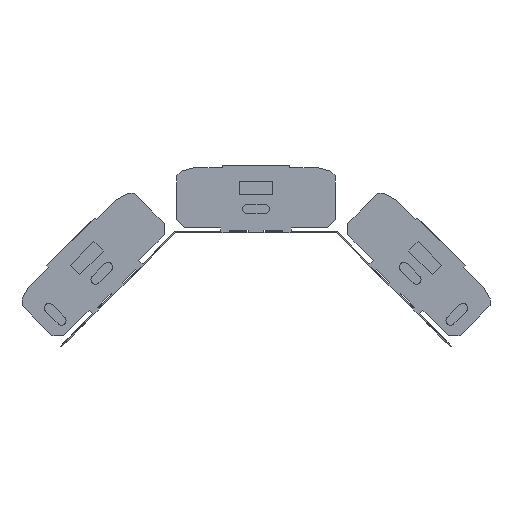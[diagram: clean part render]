
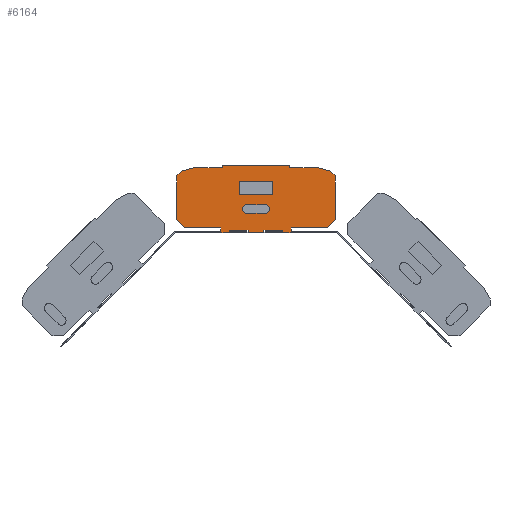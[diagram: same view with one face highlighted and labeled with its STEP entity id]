
A CAD part, left-side view. The second image highlights one B-rep face of the part: STEP entity #6164.
In plain terms, the highlighted planar face has unit normal (-1, 0, 0).
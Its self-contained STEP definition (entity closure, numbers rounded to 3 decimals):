
#126=FACE_OUTER_BOUND('',#396,.T.);
#396=EDGE_LOOP('',(#4795,#4796,#4797,#4798,#4799,#4800,#4801,#4802,#4803,
#4804,#4805,#4806,#4807,#4808,#4809,#4810,#4811,#4812,#4813,#4814,#4815,
#4816,#4817,#4818,#4819,#4820));
#797=LINE('',#8765,#1697);
#801=LINE('',#8773,#1701);
#805=LINE('',#8781,#1705);
#1061=LINE('',#9250,#1961);
#1062=LINE('',#9253,#1962);
#1069=LINE('',#9264,#1969);
#1070=LINE('',#9267,#1970);
#1133=LINE('',#9388,#2033);
#1134=LINE('',#9390,#2034);
#1135=LINE('',#9392,#2035);
#1136=LINE('',#9394,#2036);
#1137=LINE('',#9396,#2037);
#1138=LINE('',#9398,#2038);
#1139=LINE('',#9400,#2039);
#1140=LINE('',#9402,#2040);
#1141=LINE('',#9403,#2041);
#1142=LINE('',#9404,#2042);
#1143=LINE('',#9405,#2043);
#1144=LINE('',#9407,#2044);
#1145=LINE('',#9409,#2045);
#1146=LINE('',#9411,#2046);
#1147=LINE('',#9413,#2047);
#1148=LINE('',#9415,#2048);
#1149=LINE('',#9417,#2049);
#1150=LINE('',#9419,#2050);
#1151=LINE('',#9420,#2051);
#1697=VECTOR('',#7076,1.);
#1701=VECTOR('',#7080,1.);
#1705=VECTOR('',#7084,1.);
#1961=VECTOR('',#7396,1.);
#1962=VECTOR('',#7399,1.);
#1969=VECTOR('',#7408,1.);
#1970=VECTOR('',#7411,1.);
#2033=VECTOR('',#7490,1.);
#2034=VECTOR('',#7491,1.);
#2035=VECTOR('',#7492,1.);
#2036=VECTOR('',#7493,1.);
#2037=VECTOR('',#7494,1.);
#2038=VECTOR('',#7495,1.);
#2039=VECTOR('',#7496,1.);
#2040=VECTOR('',#7497,1.);
#2041=VECTOR('',#7498,1.);
#2042=VECTOR('',#7499,1.);
#2043=VECTOR('',#7500,1.);
#2044=VECTOR('',#7501,1.);
#2045=VECTOR('',#7502,1.);
#2046=VECTOR('',#7503,1.);
#2047=VECTOR('',#7504,1.);
#2048=VECTOR('',#7505,1.);
#2049=VECTOR('',#7506,1.);
#2050=VECTOR('',#7507,1.);
#2051=VECTOR('',#7508,1.);
#2650=VERTEX_POINT('',#8762);
#2651=VERTEX_POINT('',#8764);
#2654=VERTEX_POINT('',#8770);
#2655=VERTEX_POINT('',#8772);
#2658=VERTEX_POINT('',#8778);
#2659=VERTEX_POINT('',#8780);
#2844=VERTEX_POINT('',#9248);
#2845=VERTEX_POINT('',#9252);
#2848=VERTEX_POINT('',#9262);
#2849=VERTEX_POINT('',#9266);
#2898=VERTEX_POINT('',#9386);
#2899=VERTEX_POINT('',#9387);
#2900=VERTEX_POINT('',#9389);
#2901=VERTEX_POINT('',#9391);
#2902=VERTEX_POINT('',#9393);
#2903=VERTEX_POINT('',#9395);
#2904=VERTEX_POINT('',#9397);
#2905=VERTEX_POINT('',#9399);
#2906=VERTEX_POINT('',#9401);
#2907=VERTEX_POINT('',#9406);
#2908=VERTEX_POINT('',#9408);
#2909=VERTEX_POINT('',#9410);
#2910=VERTEX_POINT('',#9412);
#2911=VERTEX_POINT('',#9414);
#2912=VERTEX_POINT('',#9416);
#2913=VERTEX_POINT('',#9418);
#3349=EDGE_CURVE('',#2651,#2650,#797,.T.);
#3353=EDGE_CURVE('',#2655,#2654,#801,.T.);
#3357=EDGE_CURVE('',#2659,#2658,#805,.T.);
#3613=EDGE_CURVE('',#2654,#2844,#1061,.T.);
#3614=EDGE_CURVE('',#2845,#2651,#1062,.T.);
#3621=EDGE_CURVE('',#2848,#2658,#1069,.T.);
#3622=EDGE_CURVE('',#2655,#2849,#1070,.T.);
#3685=EDGE_CURVE('',#2898,#2899,#1133,.T.);
#3686=EDGE_CURVE('',#2900,#2899,#1134,.T.);
#3687=EDGE_CURVE('',#2900,#2901,#1135,.T.);
#3688=EDGE_CURVE('',#2901,#2902,#1136,.T.);
#3689=EDGE_CURVE('',#2902,#2903,#1137,.T.);
#3690=EDGE_CURVE('',#2903,#2904,#1138,.T.);
#3691=EDGE_CURVE('',#2904,#2905,#1139,.T.);
#3692=EDGE_CURVE('',#2905,#2906,#1140,.T.);
#3693=EDGE_CURVE('',#2659,#2906,#1141,.T.);
#3694=EDGE_CURVE('',#2849,#2848,#1142,.T.);
#3695=EDGE_CURVE('',#2845,#2844,#1143,.T.);
#3696=EDGE_CURVE('',#2650,#2907,#1144,.T.);
#3697=EDGE_CURVE('',#2908,#2907,#1145,.T.);
#3698=EDGE_CURVE('',#2909,#2908,#1146,.T.);
#3699=EDGE_CURVE('',#2910,#2909,#1147,.T.);
#3700=EDGE_CURVE('',#2911,#2910,#1148,.T.);
#3701=EDGE_CURVE('',#2912,#2911,#1149,.T.);
#3702=EDGE_CURVE('',#2912,#2913,#1150,.T.);
#3703=EDGE_CURVE('',#2913,#2898,#1151,.T.);
#4795=ORIENTED_EDGE('',*,*,#3685,.T.);
#4796=ORIENTED_EDGE('',*,*,#3686,.F.);
#4797=ORIENTED_EDGE('',*,*,#3687,.T.);
#4798=ORIENTED_EDGE('',*,*,#3688,.T.);
#4799=ORIENTED_EDGE('',*,*,#3689,.T.);
#4800=ORIENTED_EDGE('',*,*,#3690,.T.);
#4801=ORIENTED_EDGE('',*,*,#3691,.T.);
#4802=ORIENTED_EDGE('',*,*,#3692,.T.);
#4803=ORIENTED_EDGE('',*,*,#3693,.F.);
#4804=ORIENTED_EDGE('',*,*,#3357,.T.);
#4805=ORIENTED_EDGE('',*,*,#3621,.F.);
#4806=ORIENTED_EDGE('',*,*,#3694,.F.);
#4807=ORIENTED_EDGE('',*,*,#3622,.F.);
#4808=ORIENTED_EDGE('',*,*,#3353,.T.);
#4809=ORIENTED_EDGE('',*,*,#3613,.T.);
#4810=ORIENTED_EDGE('',*,*,#3695,.F.);
#4811=ORIENTED_EDGE('',*,*,#3614,.T.);
#4812=ORIENTED_EDGE('',*,*,#3349,.T.);
#4813=ORIENTED_EDGE('',*,*,#3696,.T.);
#4814=ORIENTED_EDGE('',*,*,#3697,.F.);
#4815=ORIENTED_EDGE('',*,*,#3698,.F.);
#4816=ORIENTED_EDGE('',*,*,#3699,.F.);
#4817=ORIENTED_EDGE('',*,*,#3700,.F.);
#4818=ORIENTED_EDGE('',*,*,#3701,.F.);
#4819=ORIENTED_EDGE('',*,*,#3702,.T.);
#4820=ORIENTED_EDGE('',*,*,#3703,.T.);
#5894=PLANE('',#6531);
#6164=ADVANCED_FACE('',(#126),#5894,.F.);
#6531=AXIS2_PLACEMENT_3D('',#9385,#7488,#7489);
#7076=DIRECTION('',(0.,-1.,0.));
#7080=DIRECTION('',(0.,-1.,0.));
#7084=DIRECTION('',(0.,-1.,0.));
#7396=DIRECTION('',(0.,0.,1.));
#7399=DIRECTION('',(0.,0.,-1.));
#7408=DIRECTION('',(0.,0.,-1.));
#7411=DIRECTION('',(0.,0.,1.));
#7488=DIRECTION('center_axis',(1.,0.,0.));
#7489=DIRECTION('ref_axis',(0.,1.,0.));
#7490=DIRECTION('',(0.,1.,0.));
#7491=DIRECTION('',(0.,0.,1.));
#7492=DIRECTION('',(0.,1.,0.));
#7493=DIRECTION('',(0.,0.966,-0.259));
#7494=DIRECTION('',(0.,0.707,-0.707));
#7495=DIRECTION('',(0.,0.,-1.));
#7496=DIRECTION('',(0.,-0.707,-0.707));
#7497=DIRECTION('',(0.,-1.,0.));
#7498=DIRECTION('',(0.,0.,1.));
#7499=DIRECTION('',(0.,1.,0.));
#7500=DIRECTION('',(0.,1.,0.));
#7501=DIRECTION('',(0.,0.,1.));
#7502=DIRECTION('',(0.,1.,0.));
#7503=DIRECTION('',(0.,0.707,-0.707));
#7504=DIRECTION('',(0.,0.,-1.));
#7505=DIRECTION('',(0.,-0.707,-0.707));
#7506=DIRECTION('',(0.,-0.966,-0.259));
#7507=DIRECTION('',(0.,1.,0.));
#7508=DIRECTION('',(0.,0.,1.));
#8762=CARTESIAN_POINT('',(0.996,1.148,0.));
#8764=CARTESIAN_POINT('',(0.996,7.148,0.));
#8765=CARTESIAN_POINT('',(0.996,-45.152,0.));
#8770=CARTESIAN_POINT('',(0.996,21.148,0.));
#8772=CARTESIAN_POINT('',(0.996,32.948,0.));
#8773=CARTESIAN_POINT('',(0.996,-45.152,0.));
#8778=CARTESIAN_POINT('',(0.996,46.948,0.));
#8780=CARTESIAN_POINT('',(0.996,52.948,0.));
#8781=CARTESIAN_POINT('',(0.996,-45.152,0.));
#9248=CARTESIAN_POINT('',(0.996,21.148,1.793));
#9250=CARTESIAN_POINT('',(0.996,21.148,24.944));
#9252=CARTESIAN_POINT('',(0.996,7.148,1.793));
#9253=CARTESIAN_POINT('',(0.996,7.148,24.944));
#9262=CARTESIAN_POINT('',(0.996,46.948,1.793));
#9264=CARTESIAN_POINT('',(0.996,46.948,24.944));
#9266=CARTESIAN_POINT('',(0.996,32.948,1.793));
#9267=CARTESIAN_POINT('',(0.996,32.948,24.944));
#9385=CARTESIAN_POINT('Origin',(0.996,2.048,48.095));
#9386=CARTESIAN_POINT('',(0.996,2.048,50.095));
#9387=CARTESIAN_POINT('',(0.996,52.048,50.095));
#9388=CARTESIAN_POINT('',(0.996,14.548,50.095));
#9389=CARTESIAN_POINT('',(0.996,52.048,48.095));
#9390=CARTESIAN_POINT('',(0.996,52.048,48.195));
#9391=CARTESIAN_POINT('',(0.996,73.048,48.095));
#9392=CARTESIAN_POINT('',(0.996,62.548,48.095));
#9393=CARTESIAN_POINT('',(0.996,82.213,45.639));
#9394=CARTESIAN_POINT('',(0.996,77.631,46.867));
#9395=CARTESIAN_POINT('',(0.996,85.748,42.104));
#9396=CARTESIAN_POINT('',(0.996,83.981,43.872));
#9397=CARTESIAN_POINT('',(0.996,85.748,9.695));
#9398=CARTESIAN_POINT('',(0.996,85.748,25.899));
#9399=CARTESIAN_POINT('',(0.996,79.748,3.695));
#9400=CARTESIAN_POINT('',(0.996,82.748,6.695));
#9401=CARTESIAN_POINT('',(0.996,52.948,3.695));
#9402=CARTESIAN_POINT('',(0.996,66.348,3.695));
#9403=CARTESIAN_POINT('',(0.996,52.948,2.748));
#9404=CARTESIAN_POINT('',(0.996,20.998,1.793));
#9405=CARTESIAN_POINT('',(0.996,20.998,1.793));
#9406=CARTESIAN_POINT('',(0.996,1.148,3.695));
#9407=CARTESIAN_POINT('',(0.996,1.148,2.748));
#9408=CARTESIAN_POINT('',(0.996,-25.652,3.695));
#9409=CARTESIAN_POINT('',(0.996,-12.252,3.695));
#9410=CARTESIAN_POINT('',(0.996,-31.652,9.695));
#9411=CARTESIAN_POINT('',(0.996,-28.652,6.695));
#9412=CARTESIAN_POINT('',(0.996,-31.652,42.104));
#9413=CARTESIAN_POINT('',(0.996,-31.652,25.899));
#9414=CARTESIAN_POINT('',(0.996,-28.116,45.639));
#9415=CARTESIAN_POINT('',(0.996,-29.884,43.872));
#9416=CARTESIAN_POINT('',(0.996,-18.952,48.095));
#9417=CARTESIAN_POINT('',(0.996,-23.534,46.867));
#9418=CARTESIAN_POINT('',(0.996,2.048,48.095));
#9419=CARTESIAN_POINT('',(0.996,-8.452,48.095));
#9420=CARTESIAN_POINT('',(0.996,2.048,48.195));
